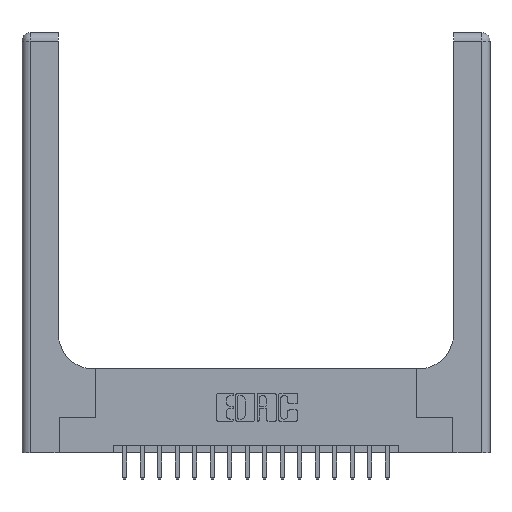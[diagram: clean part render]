
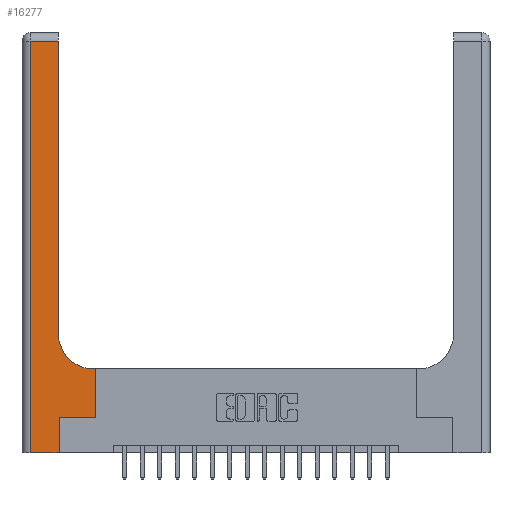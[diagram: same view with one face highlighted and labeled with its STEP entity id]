
A CAD part, top view. The second image highlights one B-rep face of the part: STEP entity #16277.
In plain terms, the highlighted planar face has unit normal (0, 0, 1).
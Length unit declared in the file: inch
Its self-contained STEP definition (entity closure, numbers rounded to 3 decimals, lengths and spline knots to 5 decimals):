
#306 = CARTESIAN_POINT ( 'NONE',  ( 0.528, 0.25, 0.37 ) ) ;
#533 = ORIENTED_EDGE ( 'NONE', *, *, #4788, .T. ) ;
#766 = CARTESIAN_POINT ( 'NONE',  ( 0.265, 0., 0.37 ) ) ;
#840 = VECTOR ( 'NONE', #3901, 39.37008 ) ;
#841 = EDGE_LOOP ( 'NONE', ( #7279, #15271, #12179, #17203, #533, #17444, #11792, #6733, #8622 ) ) ;
#1417 = EDGE_CURVE ( 'NONE', #13294, #1558, #17920, .T. ) ;
#1487 = DIRECTION ( 'NONE',  ( -1., 0., 0. ) ) ;
#1558 = VERTEX_POINT ( 'NONE', #9187 ) ;
#1993 = VERTEX_POINT ( 'NONE', #8911 ) ;
#2295 = AXIS2_PLACEMENT_3D ( 'NONE', #18337, #4979, #6605 ) ;
#2705 = DIRECTION ( 'NONE',  ( 1., 0., 0. ) ) ;
#3161 = VECTOR ( 'NONE', #2705, 39.37008 ) ;
#3310 = VERTEX_POINT ( 'NONE', #19054 ) ;
#3419 = LINE ( 'NONE', #306, #8088 ) ;
#3468 = VECTOR ( 'NONE', #1487, 39.37008 ) ;
#3712 = EDGE_CURVE ( 'NONE', #17973, #13294, #6622, .T. ) ;
#3836 = DIRECTION ( 'NONE',  ( 0., 1., 0. ) ) ;
#3901 = DIRECTION ( 'NONE',  ( -1., 0., 0. ) ) ;
#4174 = EDGE_CURVE ( 'NONE', #3310, #17973, #18996, .T. ) ;
#4243 = LINE ( 'NONE', #16450, #5393 ) ;
#4357 = DIRECTION ( 'NONE',  ( 0., 0., -1. ) ) ;
#4399 = EDGE_CURVE ( 'NONE', #8903, #14653, #8066, .T. ) ;
#4788 = EDGE_CURVE ( 'NONE', #5774, #8903, #9422, .T. ) ;
#4977 = DIRECTION ( 'NONE',  ( 0., 1., 0. ) ) ;
#4979 = DIRECTION ( 'NONE',  ( 0., 0., -1. ) ) ;
#5393 = VECTOR ( 'NONE', #12048, 39.37008 ) ;
#5445 = VECTOR ( 'NONE', #3836, 39.37008 ) ;
#5613 = CARTESIAN_POINT ( 'NONE',  ( 0.265, 0.25, 0.37 ) ) ;
#5774 = VERTEX_POINT ( 'NONE', #13638 ) ;
#6029 = CARTESIAN_POINT ( 'NONE',  ( 0.26, 2.94, 0.37 ) ) ;
#6540 = CARTESIAN_POINT ( 'NONE',  ( 0.06, 0., 0.37 ) ) ;
#6605 = DIRECTION ( 'NONE',  ( -1., 0., 0. ) ) ;
#6622 = LINE ( 'NONE', #13901, #17599 ) ;
#6733 = ORIENTED_EDGE ( 'NONE', *, *, #12606, .T. ) ;
#7010 = CARTESIAN_POINT ( 'NONE',  ( 0.528, 0.25, 0.37 ) ) ;
#7142 = AXIS2_PLACEMENT_3D ( 'NONE', #14932, #4357, #16471 ) ;
#7279 = ORIENTED_EDGE ( 'NONE', *, *, #3712, .T. ) ;
#7941 = PLANE ( 'NONE',  #2295 ) ;
#8066 = LINE ( 'NONE', #5613, #3161 ) ;
#8088 = VECTOR ( 'NONE', #9294, 39.37008 ) ;
#8622 = ORIENTED_EDGE ( 'NONE', *, *, #4174, .T. ) ;
#8903 = VERTEX_POINT ( 'NONE', #14158 ) ;
#8911 = CARTESIAN_POINT ( 'NONE',  ( 0.528, 0.6, 0.37 ) ) ;
#9187 = CARTESIAN_POINT ( 'NONE',  ( 0.06, 2.94, 0.37 ) ) ;
#9294 = DIRECTION ( 'NONE',  ( 0., 1., 0. ) ) ;
#9422 = LINE ( 'NONE', #766, #5445 ) ;
#10537 = CARTESIAN_POINT ( 'NONE',  ( 0., 2.94, 0.37 ) ) ;
#10583 = LINE ( 'NONE', #14527, #840 ) ;
#10941 = VECTOR ( 'NONE', #10965, 39.37008 ) ;
#10965 = DIRECTION ( 'NONE',  ( 1., 0., 0. ) ) ;
#11792 = ORIENTED_EDGE ( 'NONE', *, *, #14417, .T. ) ;
#12048 = DIRECTION ( 'NONE',  ( 0., -1., 0. ) ) ;
#12179 = ORIENTED_EDGE ( 'NONE', *, *, #17002, .T. ) ;
#12606 = EDGE_CURVE ( 'NONE', #1993, #3310, #10583, .T. ) ;
#13294 = VERTEX_POINT ( 'NONE', #6029 ) ;
#13528 = VERTEX_POINT ( 'NONE', #6540 ) ;
#13638 = CARTESIAN_POINT ( 'NONE',  ( 0.265, 0., 0.37 ) ) ;
#13901 = CARTESIAN_POINT ( 'NONE',  ( 0.26, 3., 0.37 ) ) ;
#14158 = CARTESIAN_POINT ( 'NONE',  ( 0.265, 0.25, 0.37 ) ) ;
#14417 = EDGE_CURVE ( 'NONE', #14653, #1993, #3419, .T. ) ;
#14527 = CARTESIAN_POINT ( 'NONE',  ( 0.26, 0.6, 0.37 ) ) ;
#14653 = VERTEX_POINT ( 'NONE', #7010 ) ;
#14932 = CARTESIAN_POINT ( 'NONE',  ( 0.51, 0.85, 0.37 ) ) ;
#14958 = LINE ( 'NONE', #16981, #10941 ) ;
#15271 = ORIENTED_EDGE ( 'NONE', *, *, #1417, .T. ) ;
#16277 = ADVANCED_FACE ( 'NONE', ( #17792 ), #7941, .F. ) ;
#16450 = CARTESIAN_POINT ( 'NONE',  ( 0.06, 3., 0.37 ) ) ;
#16471 = DIRECTION ( 'NONE',  ( 1., 0., 0. ) ) ;
#16981 = CARTESIAN_POINT ( 'NONE',  ( 0., 0., 0.37 ) ) ;
#17002 = EDGE_CURVE ( 'NONE', #1558, #13528, #4243, .T. ) ;
#17203 = ORIENTED_EDGE ( 'NONE', *, *, #18342, .T. ) ;
#17444 = ORIENTED_EDGE ( 'NONE', *, *, #4399, .T. ) ;
#17599 = VECTOR ( 'NONE', #4977, 39.37008 ) ;
#17792 = FACE_OUTER_BOUND ( 'NONE', #841, .T. ) ;
#17920 = LINE ( 'NONE', #10537, #3468 ) ;
#17973 = VERTEX_POINT ( 'NONE', #18762 ) ;
#18337 = CARTESIAN_POINT ( 'NONE',  ( 0., 3., 0.37 ) ) ;
#18342 = EDGE_CURVE ( 'NONE', #13528, #5774, #14958, .T. ) ;
#18762 = CARTESIAN_POINT ( 'NONE',  ( 0.26, 0.85, 0.37 ) ) ;
#18996 = CIRCLE ( 'NONE', #7142, 0.25 ) ;
#19054 = CARTESIAN_POINT ( 'NONE',  ( 0.51, 0.6, 0.37 ) ) ;
